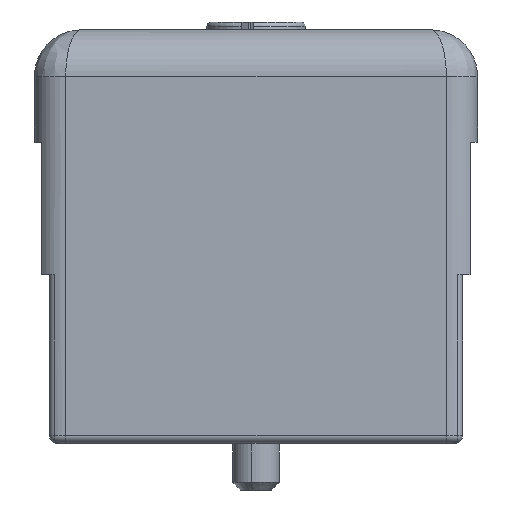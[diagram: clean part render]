
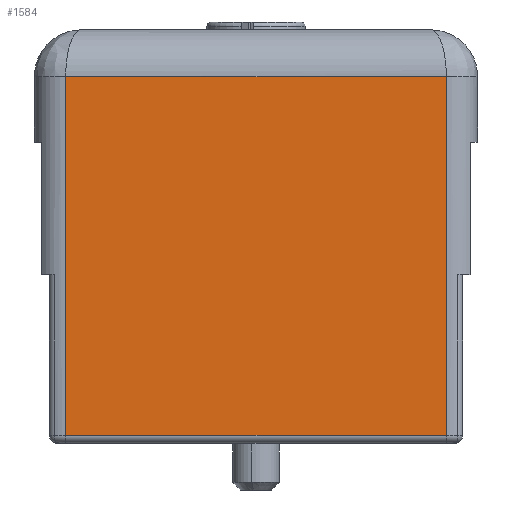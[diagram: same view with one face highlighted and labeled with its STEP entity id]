
A CAD part, front view. The second image highlights one B-rep face of the part: STEP entity #1584.
In plain terms, the highlighted planar face has unit normal (0, -1, 0).
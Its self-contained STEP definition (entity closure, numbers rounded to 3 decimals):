
#1564=AXIS2_PLACEMENT_3D('Plane Axis2P3D',#1561,#1562,#1563) ;
#373=CARTESIAN_POINT('Vertex',(26.4,0.,3.5)) ;
#401=CARTESIAN_POINT('Line Origine',(2.,0.,3.5)) ;
#405=CARTESIAN_POINT('Vertex',(2.,0.,3.5)) ;
#1503=CARTESIAN_POINT('Line Origine',(26.4,0.,29.5)) ;
#1507=CARTESIAN_POINT('Vertex',(26.4,0.,26.5)) ;
#1561=CARTESIAN_POINT('Axis2P3D Location',(26.4,0.,29.5)) ;
#1566=CARTESIAN_POINT('Line Origine',(2.,0.,15.)) ;
#1570=CARTESIAN_POINT('Vertex',(2.,0.,26.5)) ;
#1573=CARTESIAN_POINT('Line Origine',(14.2,0.,26.5)) ;
#402=DIRECTION('Vector Direction',(-1.,0.,0.)) ;
#1504=DIRECTION('Vector Direction',(0.,0.,-1.)) ;
#1562=DIRECTION('Axis2P3D Direction',(0.,-1.,0.)) ;
#1563=DIRECTION('Axis2P3D XDirection',(0.,0.,1.)) ;
#1567=DIRECTION('Vector Direction',(0.,0.,-1.)) ;
#1574=DIRECTION('Vector Direction',(-1.,0.,0.)) ;
#403=VECTOR('Line Direction',#402,1.) ;
#1505=VECTOR('Line Direction',#1504,1.) ;
#1568=VECTOR('Line Direction',#1567,1.) ;
#1575=VECTOR('Line Direction',#1574,1.) ;
#1579=ORIENTED_EDGE('',*,*,#1572,.T.) ;
#1580=ORIENTED_EDGE('',*,*,#407,.T.) ;
#1581=ORIENTED_EDGE('',*,*,#1509,.F.) ;
#1582=ORIENTED_EDGE('',*,*,#1577,.T.) ;
#1584=ADVANCED_FACE('Hauptkoerper',(#1583),#1565,.T.) ;
#407=EDGE_CURVE('',#406,#374,#404,.F.) ;
#1509=EDGE_CURVE('',#1508,#374,#1506,.T.) ;
#1572=EDGE_CURVE('',#1571,#406,#1569,.T.) ;
#1577=EDGE_CURVE('',#1508,#1571,#1576,.T.) ;
#1578=EDGE_LOOP('',(#1579,#1580,#1581,#1582)) ;
#1583=FACE_OUTER_BOUND('',#1578,.T.) ;
#404=LINE('Line',#401,#403) ;
#1506=LINE('Line',#1503,#1505) ;
#1569=LINE('Line',#1566,#1568) ;
#1576=LINE('Line',#1573,#1575) ;
#1565=PLANE('',#1564) ;
#374=VERTEX_POINT('',#373) ;
#406=VERTEX_POINT('',#405) ;
#1508=VERTEX_POINT('',#1507) ;
#1571=VERTEX_POINT('',#1570) ;
